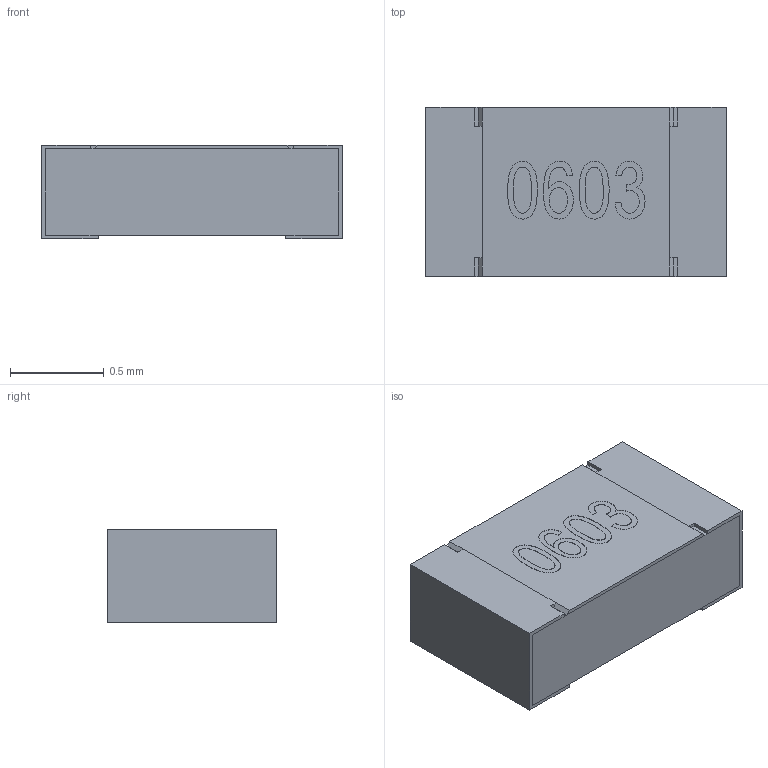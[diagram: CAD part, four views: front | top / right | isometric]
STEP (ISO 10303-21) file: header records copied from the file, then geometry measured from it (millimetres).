
FILE_DESCRIPTION(('FreeCAD Model'),'2;1');
FILE_NAME( 'R_0603.step', '2016-08-02T11:00:22',('Author'),(''), 'Open CASCADE STEP processor 6.8','FreeCAD','Unknown');
FILE_SCHEMA(('AUTOMOTIVE_DESIGN_CC2 { 1 2 10303 214 -1 1 5 4 }'));
Length unit declared in the file: millimetre
Products named in the file (2): ASSEMBLY; R_0603
Assembly tree (1 placements, depth 2):
  ASSEMBLY
    R_0603
Bounding box: 1.6 x 0.9 x 0.5 mm (x, y, z)
Volume: 0.7 mm3; surface area: 5.4 mm2
Topology: 1 solids, 1 shells, 91 faces, 238 edges, 156 vertices
Faces by surface type: plane 46, bspline 45
Entity records: 12210 total; most frequent: CARTESIAN_POINT 7356, DIRECTION 540, ORIENTED_EDGE 476, PCURVE 476, DEFINITIONAL_REPRESENTATION 476, LINE 444, VECTOR 444, B_SPLINE_CURVE_WITH_KNOTS 270
